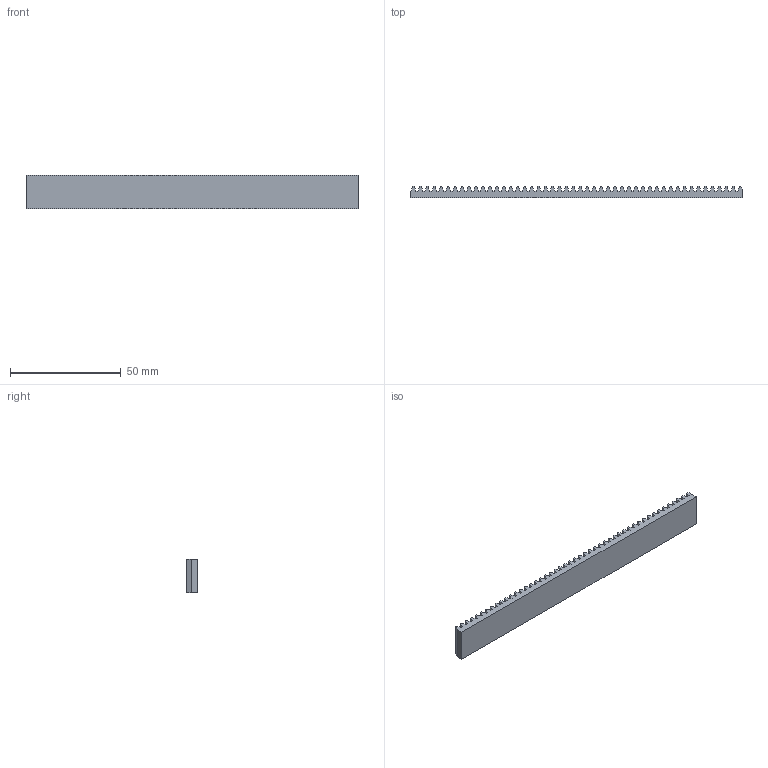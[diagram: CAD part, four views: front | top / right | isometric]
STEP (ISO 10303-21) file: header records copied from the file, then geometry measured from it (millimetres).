
FILE_DESCRIPTION (( 'STEP AP203' ), '1' );
FILE_NAME ('rack spur rectangular_am.STEP', '2021-07-29T19:19:09', ( '' ), ( '' ), 'SwSTEP 2.0', 'SolidWorks 2020', '' );
FILE_SCHEMA (( 'CONFIG_CONTROL_DESIGN' ));
Length unit declared in the file: millimetre
Products named in the file (1): rack spur rectangular_am
Bounding box: 150 x 5 x 15 mm (x, y, z)
Volume: 8507.7 mm3; surface area: 7989.9 mm2
Topology: 1 solids, 1 shells, 197 faces, 585 edges, 390 vertices
Faces by surface type: plane 197
Entity records: 6536 total; most frequent: CARTESIAN_POINT 1173, ORIENTED_EDGE 1170, DIRECTION 981, LINE 585, EDGE_CURVE 585, VECTOR 585, VERTEX_POINT 390, AXIS2_PLACEMENT_3D 198
